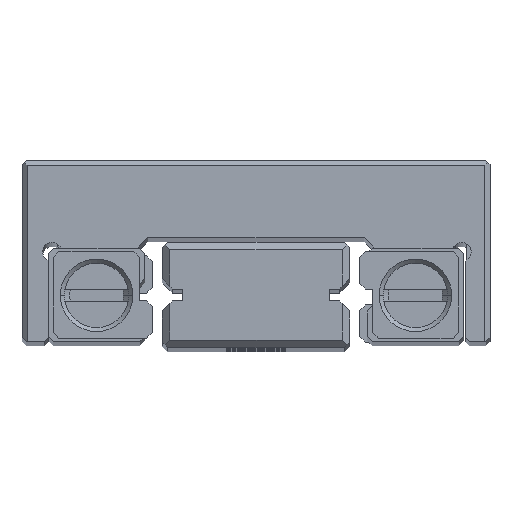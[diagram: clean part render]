
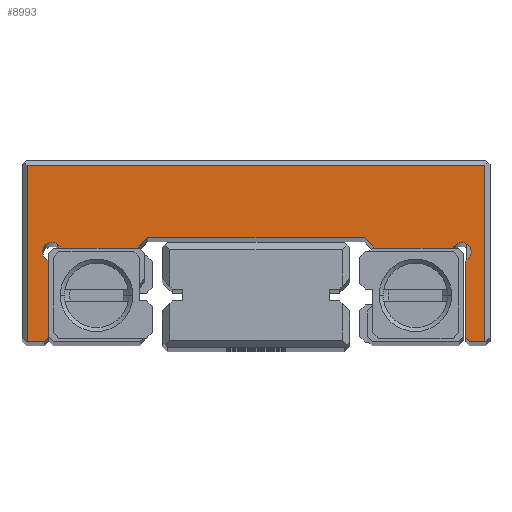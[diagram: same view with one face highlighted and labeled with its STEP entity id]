
A CAD part, top view. The second image highlights one B-rep face of the part: STEP entity #8993.
In plain terms, the highlighted planar face has unit normal (0, 0, 1).
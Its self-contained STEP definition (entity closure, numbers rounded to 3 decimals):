
#8027=PLANE('',#28120);
#8993=ADVANCED_FACE('',(#10205),#8027,.F.);
#10205=FACE_OUTER_BOUND('',#11399,.T.);
#11399=EDGE_LOOP('',(#18199,#18200,#18201,#18202,#18203,#18204,#18205,#18206,
#18207,#18208,#18209,#18210,#18211,#18212,#18213,#18214,#18215,#18216,#18217,
#18218,#18219));
#13020=LINE('',#36544,#15144);
#13026=LINE('',#36556,#15150);
#13033=LINE('',#36570,#15157);
#13046=LINE('',#36625,#15170);
#13095=LINE('',#36745,#15219);
#13105=LINE('',#36769,#15229);
#13108=LINE('',#36775,#15232);
#13111=LINE('',#36779,#15235);
#13119=LINE('',#36803,#15243);
#13123=LINE('',#36810,#15247);
#13126=LINE('',#36816,#15250);
#13131=LINE('',#36826,#15255);
#13148=LINE('',#36857,#15272);
#13151=LINE('',#36862,#15275);
#13155=LINE('',#36869,#15279);
#13158=LINE('',#36877,#15282);
#13159=LINE('',#36879,#15283);
#13160=LINE('',#36881,#15284);
#15144=VECTOR('',#30507,1.);
#15150=VECTOR('',#30517,1.);
#15157=VECTOR('',#30526,1.);
#15170=VECTOR('',#30589,1.);
#15219=VECTOR('',#30672,1.);
#15229=VECTOR('',#30694,1.);
#15232=VECTOR('',#30699,1.);
#15235=VECTOR('',#30704,1.);
#15243=VECTOR('',#30724,1.);
#15247=VECTOR('',#30730,1.);
#15250=VECTOR('',#30735,1.);
#15255=VECTOR('',#30742,1.);
#15272=VECTOR('',#30769,1.);
#15275=VECTOR('',#30774,1.);
#15279=VECTOR('',#30780,1.);
#15282=VECTOR('',#30793,1.);
#15283=VECTOR('',#30794,1.);
#15284=VECTOR('',#30795,1.);
#18199=ORIENTED_EDGE('',*,*,#25542,.T.);
#18200=ORIENTED_EDGE('',*,*,#25571,.T.);
#18201=ORIENTED_EDGE('',*,*,#25572,.T.);
#18202=ORIENTED_EDGE('',*,*,#25573,.T.);
#18203=ORIENTED_EDGE('',*,*,#25559,.T.);
#18204=ORIENTED_EDGE('',*,*,#25562,.T.);
#18205=ORIENTED_EDGE('',*,*,#25398,.T.);
#18206=ORIENTED_EDGE('',*,*,#25566,.T.);
#18207=ORIENTED_EDGE('',*,*,#25567,.T.);
#18208=ORIENTED_EDGE('',*,*,#25294,.T.);
#18209=ORIENTED_EDGE('',*,*,#25499,.T.);
#18210=ORIENTED_EDGE('',*,*,#25405,.T.);
#18211=ORIENTED_EDGE('',*,*,#25512,.T.);
#18212=ORIENTED_EDGE('',*,*,#25515,.T.);
#18213=ORIENTED_EDGE('',*,*,#25518,.T.);
#18214=ORIENTED_EDGE('',*,*,#25392,.T.);
#18215=ORIENTED_EDGE('',*,*,#25441,.T.);
#18216=ORIENTED_EDGE('',*,*,#25524,.T.);
#18217=ORIENTED_EDGE('',*,*,#25530,.T.);
#18218=ORIENTED_EDGE('',*,*,#25534,.T.);
#18219=ORIENTED_EDGE('',*,*,#25537,.T.);
#23282=VERTEX_POINT('',#36348);
#23283=VERTEX_POINT('',#36349);
#23363=VERTEX_POINT('',#36543);
#23364=VERTEX_POINT('',#36545);
#23367=VERTEX_POINT('',#36555);
#23368=VERTEX_POINT('',#36557);
#23373=VERTEX_POINT('',#36569);
#23374=VERTEX_POINT('',#36571);
#23386=VERTEX_POINT('',#36624);
#23440=VERTEX_POINT('',#36768);
#23442=VERTEX_POINT('',#36774);
#23448=VERTEX_POINT('',#36791);
#23452=VERTEX_POINT('',#36802);
#23454=VERTEX_POINT('',#36809);
#23456=VERTEX_POINT('',#36815);
#23460=VERTEX_POINT('',#36825);
#23469=VERTEX_POINT('',#36856);
#23470=VERTEX_POINT('',#36858);
#23472=VERTEX_POINT('',#36868);
#23473=VERTEX_POINT('',#36878);
#23474=VERTEX_POINT('',#36880);
#25294=EDGE_CURVE('',#23282,#23283,#27449,.T.);
#25392=EDGE_CURVE('',#23364,#23363,#13020,.T.);
#25398=EDGE_CURVE('',#23368,#23367,#13026,.T.);
#25405=EDGE_CURVE('',#23374,#23373,#13033,.T.);
#25441=EDGE_CURVE('',#23363,#23386,#13046,.T.);
#25499=EDGE_CURVE('',#23283,#23374,#13095,.T.);
#25512=EDGE_CURVE('',#23373,#23440,#13105,.T.);
#25515=EDGE_CURVE('',#23440,#23442,#13108,.T.);
#25518=EDGE_CURVE('',#23442,#23364,#13111,.T.);
#25524=EDGE_CURVE('',#23386,#23448,#27497,.T.);
#25530=EDGE_CURVE('',#23448,#23452,#13119,.T.);
#25534=EDGE_CURVE('',#23452,#23454,#13123,.T.);
#25537=EDGE_CURVE('',#23454,#23456,#13126,.T.);
#25542=EDGE_CURVE('',#23456,#23460,#13131,.T.);
#25559=EDGE_CURVE('',#23470,#23469,#13148,.T.);
#25562=EDGE_CURVE('',#23469,#23368,#13151,.T.);
#25566=EDGE_CURVE('',#23367,#23472,#13155,.T.);
#25567=EDGE_CURVE('',#23472,#23282,#27499,.T.);
#25571=EDGE_CURVE('',#23460,#23473,#13158,.T.);
#25572=EDGE_CURVE('',#23473,#23474,#13159,.T.);
#25573=EDGE_CURVE('',#23474,#23470,#13160,.T.);
#27449=CIRCLE('',#28015,0.8);
#27497=CIRCLE('',#28102,0.8);
#27499=CIRCLE('',#28116,0.8);
#28015=AXIS2_PLACEMENT_3D('',#36347,#30361,#30362);
#28102=AXIS2_PLACEMENT_3D('',#36792,#30714,#30715);
#28116=AXIS2_PLACEMENT_3D('',#36871,#30783,#30784);
#28120=AXIS2_PLACEMENT_3D('',#36882,#30796,#30797);
#30361=DIRECTION('',(0.,0.,-1.));
#30362=DIRECTION('',(1.,0.,0.));
#30507=DIRECTION('',(1.,0.,0.));
#30517=DIRECTION('',(0.,1.,0.));
#30526=DIRECTION('',(1.,0.,0.));
#30589=DIRECTION('',(0.707,0.707,0.));
#30672=DIRECTION('',(0.707,-0.707,0.));
#30694=DIRECTION('',(0.707,0.707,0.));
#30699=DIRECTION('',(1.,0.,0.));
#30704=DIRECTION('',(0.707,-0.707,0.));
#30714=DIRECTION('',(0.,0.,-1.));
#30715=DIRECTION('',(-1.,0.,0.));
#30724=DIRECTION('',(-0.707,-0.707,0.));
#30730=DIRECTION('',(0.,-1.,0.));
#30735=DIRECTION('',(0.707,-0.707,0.));
#30742=DIRECTION('',(1.,0.,0.));
#30769=DIRECTION('',(1.,0.,0.));
#30774=DIRECTION('',(0.707,0.707,0.));
#30780=DIRECTION('',(-0.707,0.707,0.));
#30783=DIRECTION('',(0.,0.,-1.));
#30784=DIRECTION('',(1.,0.,0.));
#30793=DIRECTION('',(0.,1.,0.));
#30794=DIRECTION('',(-1.,0.,0.));
#30795=DIRECTION('',(0.,-1.,0.));
#30796=DIRECTION('',(0.,0.,-1.));
#30797=DIRECTION('',(-1.,0.,0.));
#36347=CARTESIAN_POINT('',(-17.432,7.682,102.5));
#36348=CARTESIAN_POINT('',(-18.232,7.682,102.5));
#36349=CARTESIAN_POINT('',(-16.866,8.247,102.5));
#36543=CARTESIAN_POINT('',(16.779,8.,102.5));
#36544=CARTESIAN_POINT('',(10.13,8.,102.5));
#36545=CARTESIAN_POINT('',(10.13,8.,102.5));
#36555=CARTESIAN_POINT('',(-17.75,6.869,102.5));
#36556=CARTESIAN_POINT('',(-17.75,0.35,102.5));
#36557=CARTESIAN_POINT('',(-17.75,0.35,102.5));
#36569=CARTESIAN_POINT('',(-10.13,8.,102.5));
#36570=CARTESIAN_POINT('',(-16.619,8.,102.5));
#36571=CARTESIAN_POINT('',(-16.619,8.,102.5));
#36624=CARTESIAN_POINT('',(17.026,8.247,102.5));
#36625=CARTESIAN_POINT('',(17.026,8.247,102.5));
#36745=CARTESIAN_POINT('',(-16.866,8.247,102.5));
#36768=CARTESIAN_POINT('',(-9.25,8.88,102.5));
#36769=CARTESIAN_POINT('',(-10.13,8.,102.5));
#36774=CARTESIAN_POINT('',(9.25,8.88,102.5));
#36775=CARTESIAN_POINT('',(-9.25,8.88,102.5));
#36779=CARTESIAN_POINT('',(10.13,8.,102.5));
#36791=CARTESIAN_POINT('',(18.157,7.116,102.5));
#36792=CARTESIAN_POINT('',(17.592,7.682,102.5));
#36802=CARTESIAN_POINT('',(17.91,6.869,102.5));
#36803=CARTESIAN_POINT('',(17.91,6.869,102.5));
#36809=CARTESIAN_POINT('',(17.91,0.35,102.5));
#36810=CARTESIAN_POINT('',(17.91,0.35,102.5));
#36815=CARTESIAN_POINT('',(18.26,0.,102.5));
#36816=CARTESIAN_POINT('',(18.26,0.,102.5));
#36825=CARTESIAN_POINT('',(19.57,0.,102.5));
#36826=CARTESIAN_POINT('',(18.26,0.,102.5));
#36856=CARTESIAN_POINT('',(-18.1,0.,102.5));
#36857=CARTESIAN_POINT('',(-19.65,0.,102.5));
#36858=CARTESIAN_POINT('',(-19.57,0.,102.5));
#36862=CARTESIAN_POINT('',(-18.1,0.,102.5));
#36868=CARTESIAN_POINT('',(-17.997,7.116,102.5));
#36869=CARTESIAN_POINT('',(-17.75,6.869,102.5));
#36871=CARTESIAN_POINT('',(-17.432,7.682,102.5));
#36877=CARTESIAN_POINT('',(19.57,7.682,102.5));
#36878=CARTESIAN_POINT('',(19.57,15.07,102.5));
#36879=CARTESIAN_POINT('',(17.592,15.07,102.5));
#36880=CARTESIAN_POINT('',(-19.57,15.07,102.5));
#36881=CARTESIAN_POINT('',(-19.57,7.682,102.5));
#36882=CARTESIAN_POINT('',(17.592,7.682,102.5));
